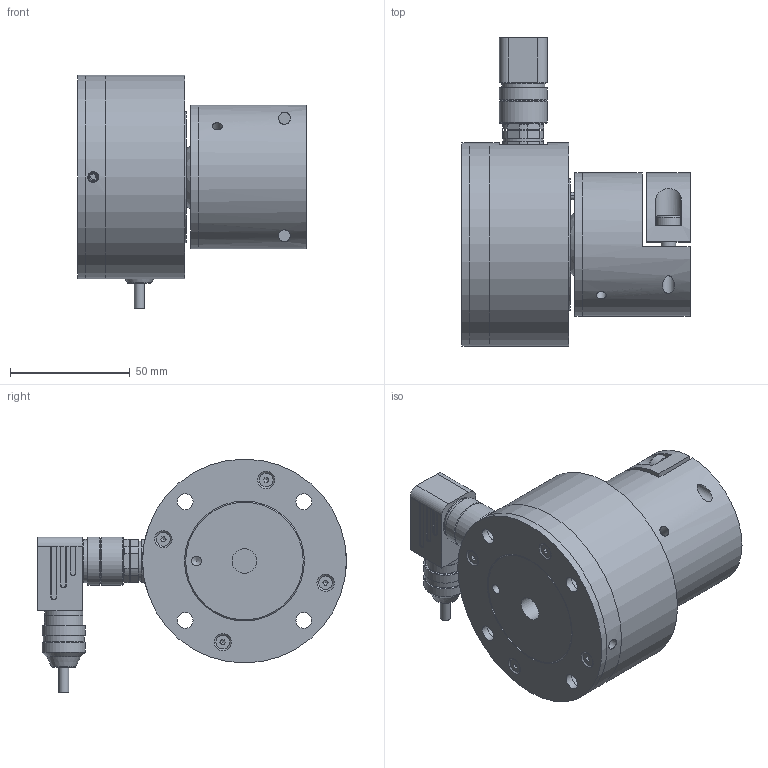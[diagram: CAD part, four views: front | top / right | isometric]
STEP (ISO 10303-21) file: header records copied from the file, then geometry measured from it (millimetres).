
FILE_DESCRIPTION (( 'STEP AP214' ), '1' );
FILE_NAME ('a_RCA35-50N...2000N-S1.STEP', '2025-05-20T05:22:50', ( '' ), ( '' ), 'SwSTEP 2.0', 'SolidWorks 2023', '' );
FILE_SCHEMA (( 'AUTOMOTIVE_DESIGN' ));
Length unit declared in the file: millimetre
Products named in the file (39): inafag_1203-tvh_7zkvytp7yxkimpdvw8sj0b5w4_15; DIN 7991 - M3 x 8 --- 4.8N_DIN 7991 - M3 x 8 --- 4.8N; RCA35 Unterteil_30; DIN EN ISO 8747-M3x10-St_DIN EN ISO 8747-M3x10-St; inafag_1203-tvh_7zkvytp7yxkimpdvw8sj0b5w4_13; inafag_1203-tvh_7zkvytp7yxkimpdvw8sj0b5w4_23; inafag_1203-tvh_7zkvytp7yxkimpdvw8sj0b5w4_14; inafag_1203-tvh_7zkvytp7yxkimpdvw8sj0b5w4_05; inafag_1203-tvh_7zkvytp7yxkimpdvw8sj0b5w4_24; inafag_1203-tvh_7zkvytp7yxkimpdvw8sj0b5w4_06; inafag_1203-tvh_7zkvytp7yxkimpdvw8sj0b5w4_25; Y02043Z1 inafag_1203-tvh_7zkvytp7yxkimpdvw8sj0b5w4; RCA35 Oberteil_30; a_RCA35-50N...2000N-S1_Flansch; inafag_1203-tvh_7zkvytp7yxkimpdvw8sj0b5w4_03; Washer DIN 9021 - 8.4_Washer DIN 9021 - 8.4; anf_RCA30 Scheibe A; inafag_1203-tvh_7zkvytp7yxkimpdvw8sj0b5w4_04; inafag_1203-tvh_7zkvytp7yxkimpdvw8sj0b5w4_07; inafag_1203-tvh_7zkvytp7yxkimpdvw8sj0b5w4_17; DIN 7984 - M8 x 12 --- 8.25N_DIN 7984 - M8 x 12 --- 8.25N; inafag_1203-tvh_7zkvytp7yxkimpdvw8sj0b5w4_19; inafag_1203-tvh_7zkvytp7yxkimpdvw8sj0b5w4_08; inafag_1203-tvh_7zkvytp7yxkimpdvw8sj0b5w4_10; a_RCA35-50N...2000N-S1; DIN 7984 - M6 x 16 --- 13N_DIN 7984 - M6 x 16 --- 13N; inafag_1203-tvh_7zkvytp7yxkimpdvw8sj0b5w4_26; inafag_1203-tvh_7zkvytp7yxkimpdvw8sj0b5w4_18; inafag_1203-tvh_7zkvytp7yxkimpdvw8sj0b5w4_12; inafag_1203-tvh_7zkvytp7yxkimpdvw8sj0b5w4_09; inafag_1203-tvh_7zkvytp7yxkimpdvw8sj0b5w4_16; inafag_1203-tvh_7zkvytp7yxkimpdvw8sj0b5w4_20; inafag_1203-tvh_7zkvytp7yxkimpdvw8sj0b5w4_22; inafag_1203-tvh_7zkvytp7yxkimpdvw8sj0b5w4_21; inafag_1203-tvh_7zkvytp7yxkimpdvw8sj0b5w4_02; inafag_1203-tvh_7zkvytp7yxkimpdvw8sj0b5w4_11; inafag_1203-tvh_7zkvytp7yxkimpdvw8sj0b5w4_01; a_RC-N2 Flanschmontage Scheibe; RCA35 Adapter
Assembly tree (42 placements, depth 4):
  a_RCA35-50N...2000N-S1
    a_RCA35-50N...2000N-S1_Flansch
    RCA35 Adapter
      RCA35 Unterteil_30
      anf_RCA30 Scheibe A
      RCA35 Oberteil_30
      DIN 7984 - M6 x 16 --- 13N_DIN 7984 - M6 x 16 --- 13N  x2
      DIN 7984 - M8 x 12 --- 8.25N_DIN 7984 - M8 x 12 --- 8.25N
      Washer DIN 9021 - 8.4_Washer DIN 9021 - 8.4
      Y02043Z1 inafag_1203-tvh_7zkvytp7yxkimpdvw8sj0b5w4
        inafag_1203-tvh_7zkvytp7yxkimpdvw8sj0b5w4_01
        inafag_1203-tvh_7zkvytp7yxkimpdvw8sj0b5w4_02
        inafag_1203-tvh_7zkvytp7yxkimpdvw8sj0b5w4_03
        inafag_1203-tvh_7zkvytp7yxkimpdvw8sj0b5w4_04
        inafag_1203-tvh_7zkvytp7yxkimpdvw8sj0b5w4_05
        inafag_1203-tvh_7zkvytp7yxkimpdvw8sj0b5w4_06
        inafag_1203-tvh_7zkvytp7yxkimpdvw8sj0b5w4_07
        inafag_1203-tvh_7zkvytp7yxkimpdvw8sj0b5w4_08
        inafag_1203-tvh_7zkvytp7yxkimpdvw8sj0b5w4_09
        inafag_1203-tvh_7zkvytp7yxkimpdvw8sj0b5w4_10
        inafag_1203-tvh_7zkvytp7yxkimpdvw8sj0b5w4_11
        inafag_1203-tvh_7zkvytp7yxkimpdvw8sj0b5w4_12
        inafag_1203-tvh_7zkvytp7yxkimpdvw8sj0b5w4_13
        inafag_1203-tvh_7zkvytp7yxkimpdvw8sj0b5w4_14
        inafag_1203-tvh_7zkvytp7yxkimpdvw8sj0b5w4_15
        inafag_1203-tvh_7zkvytp7yxkimpdvw8sj0b5w4_16
        inafag_1203-tvh_7zkvytp7yxkimpdvw8sj0b5w4_17
        inafag_1203-tvh_7zkvytp7yxkimpdvw8sj0b5w4_18
        inafag_1203-tvh_7zkvytp7yxkimpdvw8sj0b5w4_19
        inafag_1203-tvh_7zkvytp7yxkimpdvw8sj0b5w4_20
        inafag_1203-tvh_7zkvytp7yxkimpdvw8sj0b5w4_21
        inafag_1203-tvh_7zkvytp7yxkimpdvw8sj0b5w4_22
        inafag_1203-tvh_7zkvytp7yxkimpdvw8sj0b5w4_23
        inafag_1203-tvh_7zkvytp7yxkimpdvw8sj0b5w4_24
        inafag_1203-tvh_7zkvytp7yxkimpdvw8sj0b5w4_25
        inafag_1203-tvh_7zkvytp7yxkimpdvw8sj0b5w4_26
      DIN EN ISO 8747-M3x10-St_DIN EN ISO 8747-M3x10-St
      DIN 7991 - M3 x 8 --- 4.8N_DIN 7991 - M3 x 8 --- 4.8N  x4
    a_RC-N2 Flanschmontage Scheibe
Bounding box: 95.1 x 128.75 x 97.48 mm (x, y, z)
Volume: 372197.2 mm3; surface area: 116243.9 mm2
Topology: 55 solids, 56 shells, 808 faces, 1793 edges, 1117 vertices
Faces by surface type: plane 408, cylinder 228, cone 96, torus 39, bspline 37
Full cylindrical faces by diameter (mm): 1 x12, 1.5 x4, 2 x1, 2.5 x8, 3 x9, 3.4 x9, 4 x6, 4.2 x6, 4.5 x2, 5 x6, 5.3 x4, 5.7 x8, 6 x3, 6.6 x14, 6.8 x1, 8 x2, 8.375 x1, 8.4 x1, 8.5 x4, 9 x4, 9.95 x1, 10 x2, 10.2 x1, 10.4 x1, 11 x4, 12 x2, 13 x1, 13.5 x2, 14.5 x1, 15 x1
Entity records: 20468 total; most frequent: CARTESIAN_POINT 4473, DIRECTION 3242, ORIENTED_EDGE 2424, AXIS2_PLACEMENT_3D 1346, EDGE_CURVE 1212, EDGE_LOOP 1127, VERTEX_POINT 903, FACE_OUTER_BOUND 892
